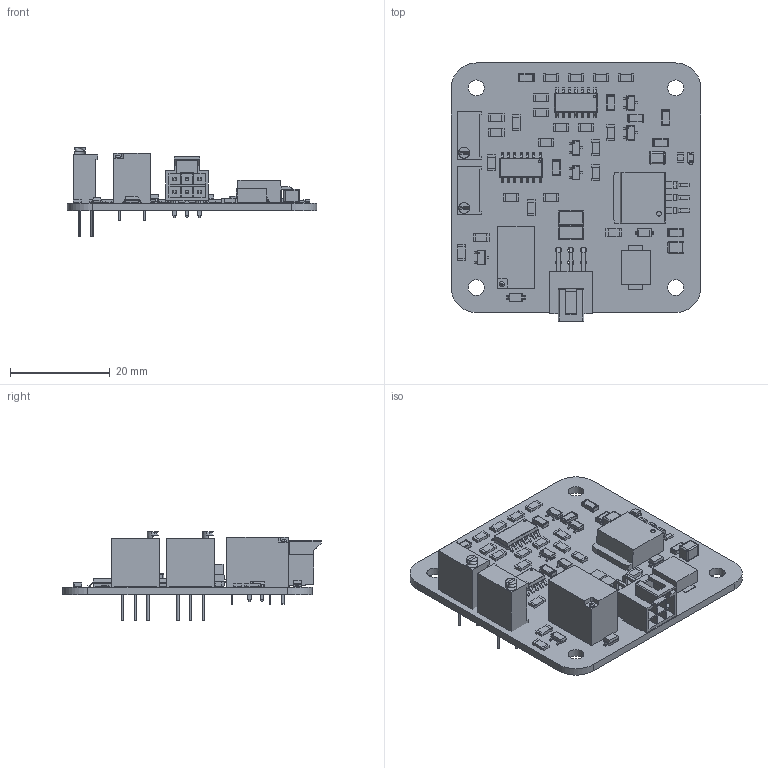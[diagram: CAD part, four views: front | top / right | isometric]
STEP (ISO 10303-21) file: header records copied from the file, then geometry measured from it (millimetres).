
FILE_DESCRIPTION(('Open CASCADE Model'),'2;1');
FILE_NAME('Open CASCADE Shape Model','2022-12-11T02:55:30',('Author'),( 'Open CASCADE'),'Open CASCADE STEP processor 7.5','Open CASCADE 7.5' ,'Unknown');
FILE_SCHEMA(('AUTOMOTIVE_DESIGN { 1 0 10303 214 1 1 1 1 }'));
Products named in the file (1): PCB
Bounding box: 50 x 51.73 x 17.95 mm (x, y, z)
Volume: 6476.3 mm3; surface area: 9866.9 mm2
Topology: 176 solids, 236 shells, 2348 faces, 5684 edges, 3685 vertices
Faces by surface type: plane 1733, cylinder 527, sphere 78, cone 8, revolution 2
Full cylindrical faces by diameter (mm): 0.2 x5, 0.487 x2, 0.6 x6, 0.8 x7, 1.2 x6, 1.6 x4, 2.19 x2, 3.2 x4
Entity records: 68098 total; most frequent: CARTESIAN_POINT 11690, DIRECTION 11288, ORIENTED_EDGE 10750, EDGE_CURVE 5547, LINE 4474, VECTOR 4474, VERTEX_POINT 3650, AXIS2_PLACEMENT_3D 3406
